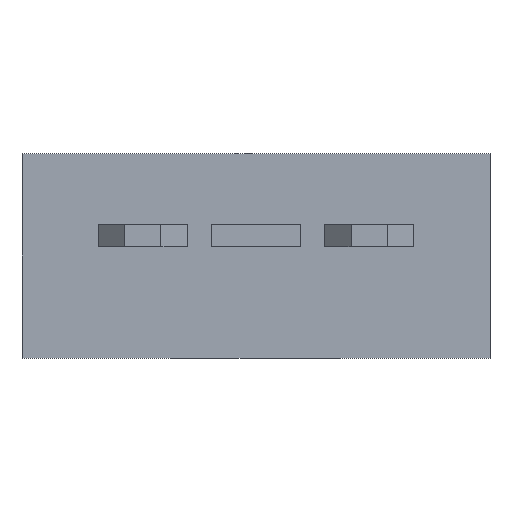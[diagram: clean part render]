
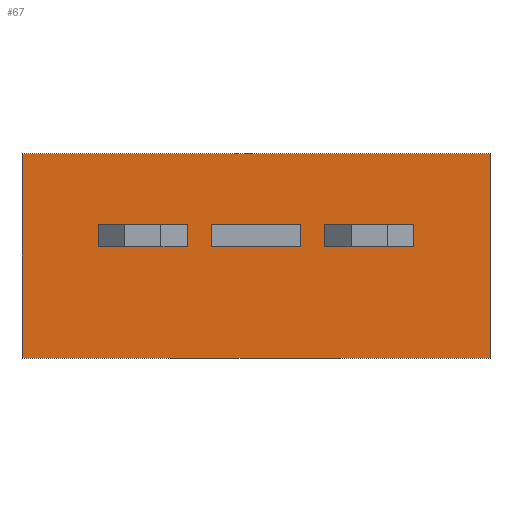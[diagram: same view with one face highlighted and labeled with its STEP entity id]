
A CAD part, front view. The second image highlights one B-rep face of the part: STEP entity #67.
In plain terms, the highlighted free-form (B-spline) face has degree [1, 1] with [2, 2] control points.
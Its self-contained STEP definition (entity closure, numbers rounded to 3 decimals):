
#21 = EDGE_CURVE('',#22,#24,#26,.T.);
#22 = VERTEX_POINT('',#23);
#23 = CARTESIAN_POINT('',(5.61,-8.174,0.));
#24 = VERTEX_POINT('',#25);
#25 = CARTESIAN_POINT('',(-5.61,-8.174,0.));
#26 = B_SPLINE_CURVE_WITH_KNOTS('',1,(#27,#28),.UNSPECIFIED.,.F.,.F.,(2,
    2),(0.,10.5),.PIECEWISE_BEZIER_KNOTS.);
#27 = CARTESIAN_POINT('',(5.61,-8.174,0.));
#28 = CARTESIAN_POINT('',(-5.61,-8.174,0.));
#67 = ADVANCED_FACE('',(#68),#90,.T.);
#68 = FACE_BOUND('',#69,.T.);
#69 = EDGE_LOOP('',(#70,#71,#78,#85));
#70 = ORIENTED_EDGE('',*,*,#21,.F.);
#71 = ORIENTED_EDGE('',*,*,#72,.T.);
#72 = EDGE_CURVE('',#22,#73,#75,.T.);
#73 = VERTEX_POINT('',#74);
#74 = CARTESIAN_POINT('',(5.61,-8.174,4.905)
  );
#75 = B_SPLINE_CURVE_WITH_KNOTS('',1,(#76,#77),.UNSPECIFIED.,.F.,.F.,(2,
    2),(0.,4.59),.PIECEWISE_BEZIER_KNOTS.);
#76 = CARTESIAN_POINT('',(5.61,-8.174,0.));
#77 = CARTESIAN_POINT('',(5.61,-8.174,4.905)
  );
#78 = ORIENTED_EDGE('',*,*,#79,.F.);
#79 = EDGE_CURVE('',#80,#73,#82,.T.);
#80 = VERTEX_POINT('',#81);
#81 = CARTESIAN_POINT('',(-5.61,-8.174,4.905
    ));
#82 = B_SPLINE_CURVE_WITH_KNOTS('',1,(#83,#84),.UNSPECIFIED.,.F.,.F.,(2,
    2),(-10.5,0.),.PIECEWISE_BEZIER_KNOTS.);
#83 = CARTESIAN_POINT('',(-5.61,-8.174,4.905
    ));
#84 = CARTESIAN_POINT('',(5.61,-8.174,4.905)
  );
#85 = ORIENTED_EDGE('',*,*,#86,.F.);
#86 = EDGE_CURVE('',#24,#80,#87,.T.);
#87 = B_SPLINE_CURVE_WITH_KNOTS('',1,(#88,#89),.UNSPECIFIED.,.F.,.F.,(2,
    2),(0.,4.59),.PIECEWISE_BEZIER_KNOTS.);
#88 = CARTESIAN_POINT('',(-5.61,-8.174,0.));
#89 = CARTESIAN_POINT('',(-5.61,-8.174,4.905
    ));
#90 = B_SPLINE_SURFACE_WITH_KNOTS('',1,1,(
    (#91,#92)
    ,(#93,#94
    )),.UNSPECIFIED.,.F.,.F.,.F.,(2,2),(2,2),(0.,10.5),(0.,4.59),
  .PIECEWISE_BEZIER_KNOTS.);
#91 = CARTESIAN_POINT('',(-5.61,-8.174,0.));
#92 = CARTESIAN_POINT('',(-5.61,-8.174,4.905
    ));
#93 = CARTESIAN_POINT('',(5.61,-8.174,0.));
#94 = CARTESIAN_POINT('',(5.61,-8.174,4.905)
  );
